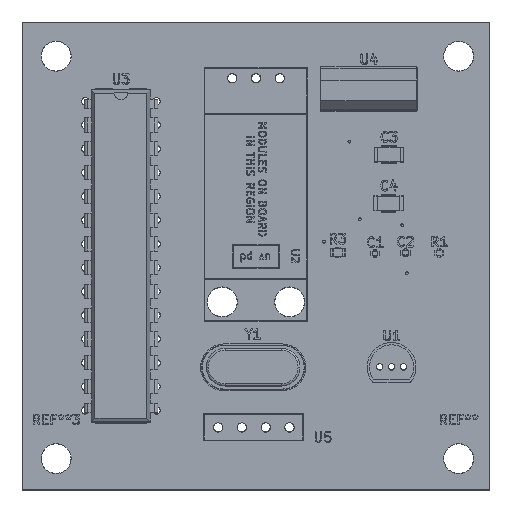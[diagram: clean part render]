
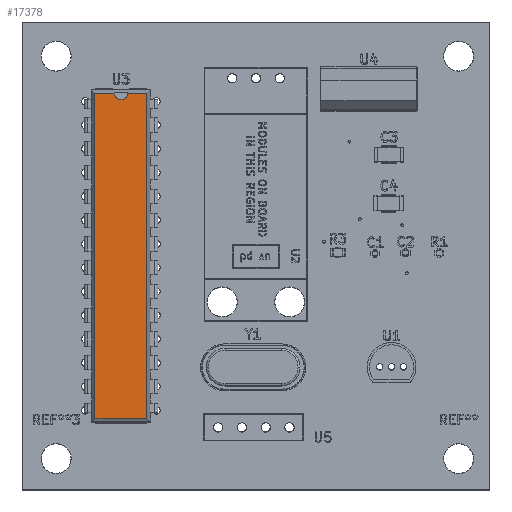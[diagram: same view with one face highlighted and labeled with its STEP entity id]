
A CAD part, top view. The second image highlights one B-rep face of the part: STEP entity #17378.
In plain terms, the highlighted planar face has unit normal (0, 0, 1).
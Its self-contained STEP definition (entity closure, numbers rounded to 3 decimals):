
#11396 = VERTEX_POINT('',#11397);
#11397 = CARTESIAN_POINT('',(6.586,0.871,3.68));
#11402 = EDGE_CURVE('',#11403,#11396,#11405,.T.);
#11403 = VERTEX_POINT('',#11404);
#11404 = CARTESIAN_POINT('',(6.586,-33.891,3.68));
#11405 = LINE('',#11406,#11407);
#11406 = CARTESIAN_POINT('',(6.586,-33.891,3.68));
#11407 = VECTOR('',#11408,1.);
#11408 = DIRECTION('',(0.,1.,0.));
#14162 = VERTEX_POINT('',#14163);
#14163 = CARTESIAN_POINT('',(1.034,0.871,3.68));
#14168 = EDGE_CURVE('',#14169,#14162,#14171,.T.);
#14169 = VERTEX_POINT('',#14170);
#14170 = CARTESIAN_POINT('',(3.064,0.871,3.68));
#14171 = LINE('',#14172,#14173);
#14172 = CARTESIAN_POINT('',(6.586,0.871,3.68));
#14173 = VECTOR('',#14174,1.);
#14174 = DIRECTION('',(-1.,0.,0.));
#14389 = VERTEX_POINT('',#14390);
#14390 = CARTESIAN_POINT('',(4.556,0.871,3.68));
#14494 = EDGE_CURVE('',#11396,#14389,#14495,.T.);
#14495 = LINE('',#14496,#14497);
#14496 = CARTESIAN_POINT('',(6.586,0.871,3.68));
#14497 = VECTOR('',#14498,1.);
#14498 = DIRECTION('',(-1.,0.,0.));
#14608 = VERTEX_POINT('',#14609);
#14609 = CARTESIAN_POINT('',(1.034,-33.891,3.68));
#14614 = EDGE_CURVE('',#14162,#14608,#14615,.T.);
#14615 = LINE('',#14616,#14617);
#14616 = CARTESIAN_POINT('',(1.034,0.871,3.68));
#14617 = VECTOR('',#14618,1.);
#14618 = DIRECTION('',(0.,-1.,0.));
#17367 = EDGE_CURVE('',#14608,#11403,#17368,.T.);
#17368 = LINE('',#17369,#17370);
#17369 = CARTESIAN_POINT('',(1.034,-33.891,3.68));
#17370 = VECTOR('',#17371,1.);
#17371 = DIRECTION('',(1.,0.,0.));
#17378 = ADVANCED_FACE('',(#17379),#17402,.F.);
#17379 = FACE_BOUND('',#17380,.F.);
#17380 = EDGE_LOOP('',(#17381,#17382,#17383,#17384,#17385,#17394,#17401)
  );
#17381 = ORIENTED_EDGE('',*,*,#11402,.F.);
#17382 = ORIENTED_EDGE('',*,*,#17367,.F.);
#17383 = ORIENTED_EDGE('',*,*,#14614,.F.);
#17384 = ORIENTED_EDGE('',*,*,#14168,.F.);
#17385 = ORIENTED_EDGE('',*,*,#17386,.F.);
#17386 = EDGE_CURVE('',#17387,#14169,#17389,.T.);
#17387 = VERTEX_POINT('',#17388);
#17388 = CARTESIAN_POINT('',(3.81,0.196,3.68));
#17389 = CIRCLE('',#17390,0.75);
#17390 = AXIS2_PLACEMENT_3D('',#17391,#17392,#17393);
#17391 = CARTESIAN_POINT('',(3.81,0.946,3.68));
#17392 = DIRECTION('',(0.,-0.,-1.));
#17393 = DIRECTION('',(0.,-1.,0.));
#17394 = ORIENTED_EDGE('',*,*,#17395,.F.);
#17395 = EDGE_CURVE('',#14389,#17387,#17396,.T.);
#17396 = CIRCLE('',#17397,0.75);
#17397 = AXIS2_PLACEMENT_3D('',#17398,#17399,#17400);
#17398 = CARTESIAN_POINT('',(3.81,0.946,3.68));
#17399 = DIRECTION('',(0.,-0.,-1.));
#17400 = DIRECTION('',(0.,-1.,0.));
#17401 = ORIENTED_EDGE('',*,*,#14494,.F.);
#17402 = PLANE('',#17403);
#17403 = AXIS2_PLACEMENT_3D('',#17404,#17405,#17406);
#17404 = CARTESIAN_POINT('',(6.586,-33.891,3.68));
#17405 = DIRECTION('',(-0.,0.,-1.));
#17406 = DIRECTION('',(-0.158,0.987,0.));
